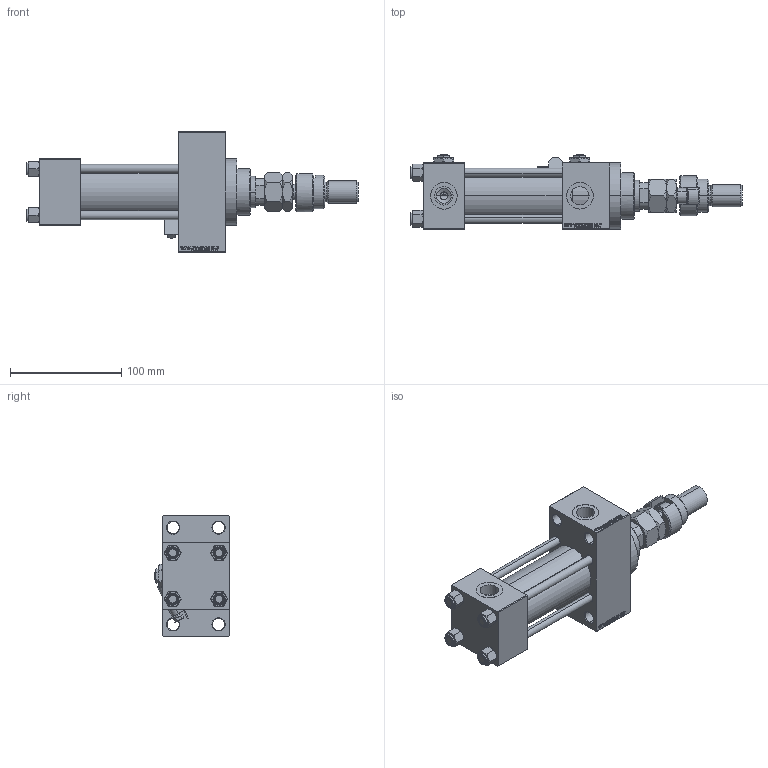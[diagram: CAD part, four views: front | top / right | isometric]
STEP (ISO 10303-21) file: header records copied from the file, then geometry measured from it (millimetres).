
FILE_DESCRIPTION (( 'STEP AP203' ), '1' );
FILE_NAME ('309f.STEP', '2022-09-14T00:57:10', ( '' ), ( '' ), 'SwSTEP 2.0', 'SolidWorks 2019', '' );
FILE_SCHEMA (( 'CONFIG_CONTROL_DESIGN' ));
Length unit declared in the file: millimetre
Products named in the file (11): FEMALE_PART_FOR_DFA 6f3c12e1d8f19dad076bc47c17e11405; DFA 6f3c12e1d8f19dad076bc47c17e11405; 309f; Zatka_pro_OIL_PORT 6f3c12e1d8f19dad076bc47c17e11405; MSRF_MSRG1 6f3c12e1d8f19dad076bc47c17e11405; V215CR_D_Body 6f3c12e1d8f19dad076bc47c17e11405; V215_VC_A 6f3c12e1d8f19dad076bc47c17e11405; V215CR_VCP_D 6f3c12e1d8f19dad076bc47c17e11405; V215CR_D_TYCINKA 6f3c12e1d8f19dad076bc47c17e11405; NUT_M5_D 6f3c12e1d8f19dad076bc47c17e11405; MFA 6f3c12e1d8f19dad076bc47c17e11405
Assembly tree (17 placements, depth 3):
  309f
    V215CR_D_Body 6f3c12e1d8f19dad076bc47c17e11405
    V215CR_VCP_D 6f3c12e1d8f19dad076bc47c17e11405
    NUT_M5_D 6f3c12e1d8f19dad076bc47c17e11405  x4
    V215CR_D_TYCINKA 6f3c12e1d8f19dad076bc47c17e11405  x4
    V215_VC_A 6f3c12e1d8f19dad076bc47c17e11405
    DFA 6f3c12e1d8f19dad076bc47c17e11405
      FEMALE_PART_FOR_DFA 6f3c12e1d8f19dad076bc47c17e11405
      MFA 6f3c12e1d8f19dad076bc47c17e11405
    MSRF_MSRG1 6f3c12e1d8f19dad076bc47c17e11405
    Zatka_pro_OIL_PORT 6f3c12e1d8f19dad076bc47c17e11405  x2
Bounding box: 299 x 67 x 109 mm (x, y, z)
Volume: 615597.5 mm3; surface area: 160870.3 mm2
Topology: 16 solids, 16 shells, 1332 faces, 3271 edges, 2092 vertices
Faces by surface type: plane 596, bspline 368, cone 226, cylinder 130, torus 12
Entity records: 53445 total; most frequent: CARTESIAN_POINT 26666, ORIENTED_EDGE 5842, DIRECTION 4043, EDGE_CURVE 2921, VERTEX_POINT 1890, VECTOR 1671, LINE 1671, EDGE_LOOP 1313
